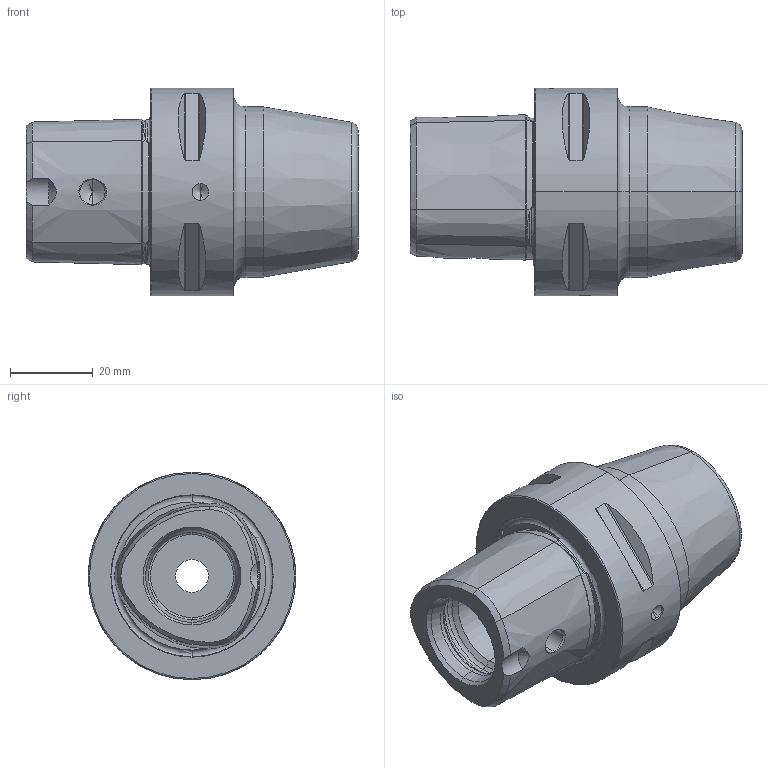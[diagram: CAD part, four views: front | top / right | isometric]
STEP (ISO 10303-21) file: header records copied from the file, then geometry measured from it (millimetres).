
FILE_DESCRIPTION (( 'STEP AP214' ), '1' );
FILE_NAME ('PS5.S18.K21.050.STEP', '2024-04-22T12:19:10', ( '' ), ( '' ), 'SwSTEP 2.0', 'SolidWorks 2022', '' );
FILE_SCHEMA (( 'AUTOMOTIVE_DESIGN' ));
Length unit declared in the file: millimetre
Products named in the file (1): PS5.S18.K21.050
Bounding box: 80 x 50 x 50 mm (x, y, z)
Volume: 78250.9 mm3; surface area: 18665.1 mm2
Topology: 1 solids, 1 shells, 145 faces, 335 edges, 195 vertices
Faces by surface type: cone 47, cylinder 39, torus 38, plane 21
Entity records: 4838 total; most frequent: CARTESIAN_POINT 1546, DIRECTION 696, ORIENTED_EDGE 658, EDGE_CURVE 329, AXIS2_PLACEMENT_3D 299, VERTEX_POINT 195, EDGE_LOOP 164, CIRCLE 153
